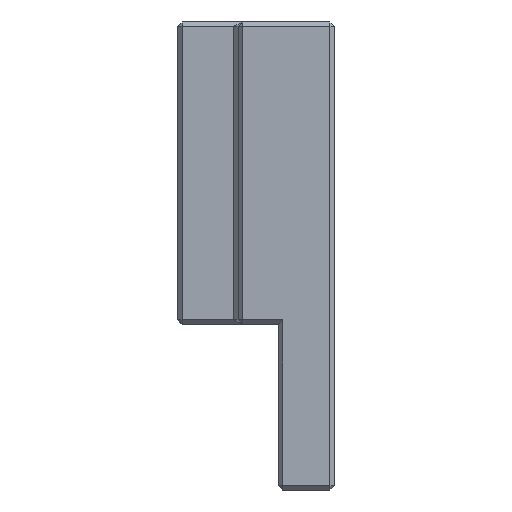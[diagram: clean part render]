
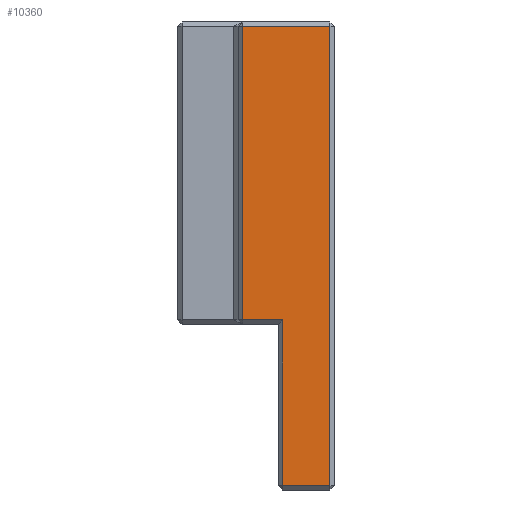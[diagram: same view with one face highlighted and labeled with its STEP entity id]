
A CAD part, left-side view. The second image highlights one B-rep face of the part: STEP entity #10360.
In plain terms, the highlighted planar face has unit normal (-1, 0, 0).
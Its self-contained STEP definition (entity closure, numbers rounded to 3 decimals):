
#734=FACE_OUTER_BOUND('',#1376,.T.);
#1376=EDGE_LOOP('',(#8941,#8942,#8943,#8944,#8945,#8946));
#1445=LINE('',#13950,#2774);
#1459=LINE('',#13975,#2788);
#2639=LINE('',#16555,#3968);
#2641=LINE('',#16558,#3970);
#2647=LINE('',#16567,#3976);
#2648=LINE('',#16569,#3977);
#2774=VECTOR('',#11174,10.);
#2788=VECTOR('',#11200,10.);
#3968=VECTOR('',#13654,10.);
#3970=VECTOR('',#13658,10.);
#3976=VECTOR('',#13670,10.);
#3977=VECTOR('',#13673,10.);
#4095=VERTEX_POINT('',#13931);
#4101=VERTEX_POINT('',#13945);
#4105=VERTEX_POINT('',#13971);
#4813=VERTEX_POINT('',#16475);
#4821=VERTEX_POINT('',#16502);
#4828=VERTEX_POINT('',#16523);
#4908=EDGE_CURVE('',#4101,#4095,#1445,.T.);
#4922=EDGE_CURVE('',#4095,#4105,#1459,.T.);
#6198=EDGE_CURVE('',#4821,#4828,#2639,.T.);
#6200=EDGE_CURVE('',#4828,#4101,#2641,.T.);
#6206=EDGE_CURVE('',#4813,#4821,#2647,.T.);
#6207=EDGE_CURVE('',#4105,#4813,#2648,.T.);
#8941=ORIENTED_EDGE('',*,*,#6200,.F.);
#8942=ORIENTED_EDGE('',*,*,#6198,.F.);
#8943=ORIENTED_EDGE('',*,*,#6206,.F.);
#8944=ORIENTED_EDGE('',*,*,#6207,.F.);
#8945=ORIENTED_EDGE('',*,*,#4922,.F.);
#8946=ORIENTED_EDGE('',*,*,#4908,.F.);
#9733=PLANE('',#11089);
#10360=ADVANCED_FACE('',(#734),#9733,.T.);
#11089=AXIS2_PLACEMENT_3D('',#16584,#13695,#13696);
#11174=DIRECTION('',(0.,1.,0.));
#11200=DIRECTION('',(0.,0.,1.));
#13654=DIRECTION('',(0.,-1.,0.));
#13658=DIRECTION('',(0.,0.,-1.));
#13670=DIRECTION('',(0.,0.,1.));
#13673=DIRECTION('',(0.,1.,0.));
#13695=DIRECTION('center_axis',(-1.,0.,0.));
#13696=DIRECTION('ref_axis',(0.,0.,1.));
#13931=CARTESIAN_POINT('',(-124.4,52.169,-76.013));
#13945=CARTESIAN_POINT('',(-124.4,47.969,-76.013));
#13950=CARTESIAN_POINT('',(-124.4,47.569,-76.013));
#13971=CARTESIAN_POINT('',(-124.4,52.169,-61.213));
#13975=CARTESIAN_POINT('',(-124.4,52.169,-64.013));
#16475=CARTESIAN_POINT('',(-124.4,55.769,-61.213));
#16502=CARTESIAN_POINT('',(-124.4,55.769,-35.013));
#16523=CARTESIAN_POINT('',(-124.4,47.969,-35.013));
#16555=CARTESIAN_POINT('',(-124.4,47.569,-35.013));
#16558=CARTESIAN_POINT('',(-124.4,47.969,-54.863));
#16567=CARTESIAN_POINT('',(-124.4,55.769,-54.863));
#16569=CARTESIAN_POINT('',(-124.4,47.569,-61.213));
#16584=CARTESIAN_POINT('Origin',(-124.4,47.569,-61.613));
